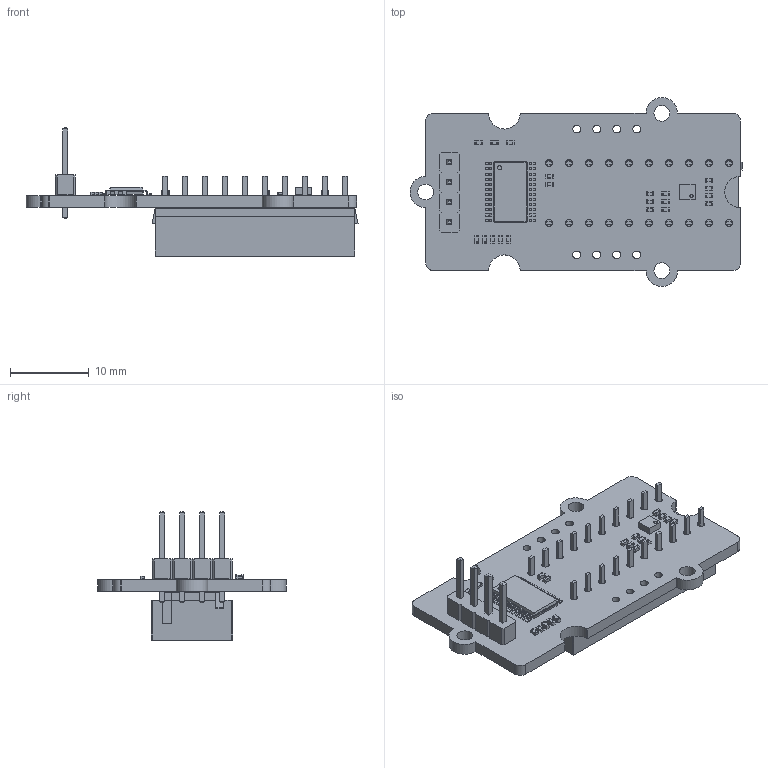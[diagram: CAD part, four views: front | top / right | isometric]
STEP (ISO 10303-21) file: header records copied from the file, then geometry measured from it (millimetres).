
FILE_DESCRIPTION(('KiCad electronic assembly'),'2;1');
FILE_NAME('LEDbar.step','2024-11-10T17:37:05',('Pcbnew'),('Kicad'), 'Open CASCADE STEP processor 7.8','KiCad to STEP converter','Unknown' );
FILE_SCHEMA(('AUTOMOTIVE_DESIGN { 1 0 10303 214 1 1 1 1 }'));
Length unit declared in the file: millimetre
Products named in the file (8): LEDbar 1; C_0402_1005Metric; TSSOP-24_4.4x7.8mm_P0.65mm; DFN-8-1EP_2x2mm_P0.5mm_EP1.05x1.75mm; R_0402_1005Metric; PinHeader_1x04_P2.54mm_Vertical; HLCP-J100; LEDbar_PCB
Assembly tree (25 placements, depth 2):
  LEDbar 1
    C_0402_1005Metric  x10
    TSSOP-24_4.4x7.8mm_P0.65mm
    DFN-8-1EP_2x2mm_P0.5mm_EP1.05x1.75mm
    R_0402_1005Metric  x10
    PinHeader_1x04_P2.54mm_Vertical
    HLCP-J100
    LEDbar_PCB
Bounding box: 42.19 x 24 x 16.34 mm (x, y, z)
Volume: 2839.9 mm3; surface area: 3409.6 mm2
Topology: 25 solids, 25 shells, 1369 faces, 3581 edges, 2324 vertices
Faces by surface type: plane 969, cylinder 352, bspline 48
Full cylindrical faces by diameter (mm): 0.4 x1, 0.5 x1, 0.914 x20, 1 x13, 2 x3
Entity records: 32881 total; most frequent: CARTESIAN_POINT 4902, ORIENTED_EDGE 4642, DIRECTION 4355, EDGE_CURVE 2321, LINE 1945, VECTOR 1945, VERTEX_POINT 1496, AXIS2_PLACEMENT_3D 1205
